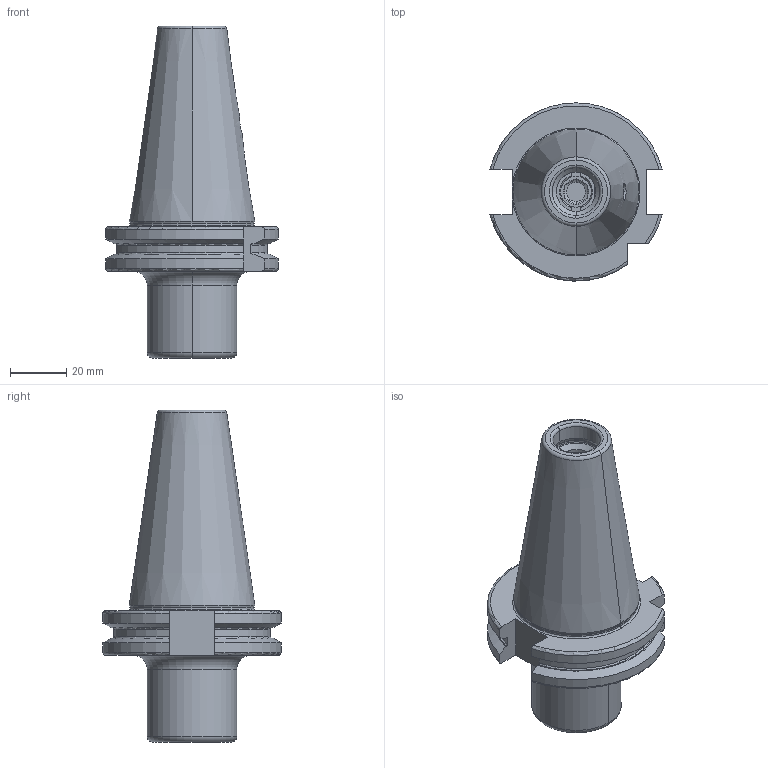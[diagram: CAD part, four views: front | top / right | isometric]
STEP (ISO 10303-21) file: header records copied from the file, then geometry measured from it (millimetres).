
FILE_DESCRIPTION((''),'2;1');
FILE_NAME('402_08_02','2020-09-25T',('104091'),(''),'CREO PARAMETRIC BY PTC INC, 2016260','CREO PARAMETRIC BY PTC INC, 2016260','');
FILE_SCHEMA(('CONFIG_CONTROL_DESIGN'));
Length unit declared in the file: millimetre
Products named in the file (1): 402_08_02
Bounding box: 61.48 x 63.54 x 118.4 mm (x, y, z)
Volume: 119549.5 mm3; surface area: 26539.7 mm2
Topology: 1 solids, 1 shells, 169 faces, 418 edges, 261 vertices
Faces by surface type: plane 53, cone 44, cylinder 38, torus 34
Entity records: 5396 total; most frequent: CARTESIAN_POINT 1326, DIRECTION 874, ORIENTED_EDGE 832, EDGE_CURVE 416, AXIS2_PLACEMENT_3D 357, VERTEX_POINT 261, EDGE_LOOP 185, CIRCLE 185
